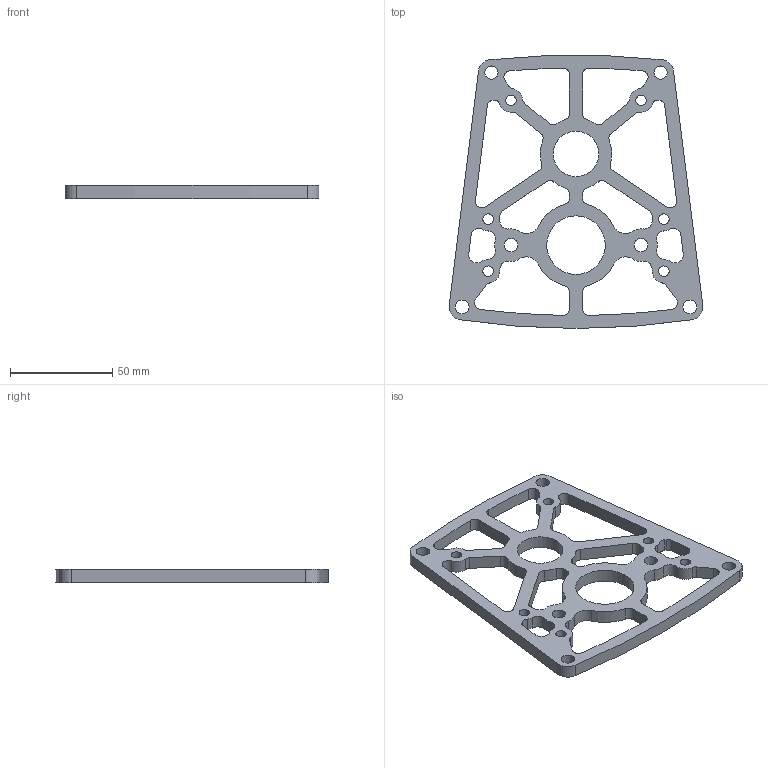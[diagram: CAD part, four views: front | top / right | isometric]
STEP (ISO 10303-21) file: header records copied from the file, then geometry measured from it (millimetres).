
FILE_DESCRIPTION (( 'STEP AP214' ), '1' );
FILE_NAME ('am-3528a Evo 2 Stage Shaft Plate.STEP', '2021-02-05T20:19:34', ( '' ), ( '' ), 'SwSTEP 2.0', 'SolidWorks 2019', '' );
FILE_SCHEMA (( 'AUTOMOTIVE_DESIGN' ));
Length unit declared in the file: inch
Products named in the file (1): am-3528a Evo 2 Stage Shaft Plate
Bounding box: 123.81 x 133.17 x 6.35 mm (x, y, z)
Volume: 41249.1 mm3; surface area: 24746.9 mm2
Topology: 1 solids, 1 shells, 142 faces, 420 edges, 280 vertices
Faces by surface type: cylinder 114, plane 28
Full cylindrical faces by diameter (mm): 5.105 x6, 6.528 x4, 6.756 x2, 22.225 x1, 28.575 x1
Entity records: 4938 total; most frequent: DIRECTION 920, CARTESIAN_POINT 829, ORIENTED_EDGE 812, EDGE_CURVE 406, AXIS2_PLACEMENT_3D 371, VERTEX_POINT 280, CIRCLE 228, EDGE_LOOP 204
